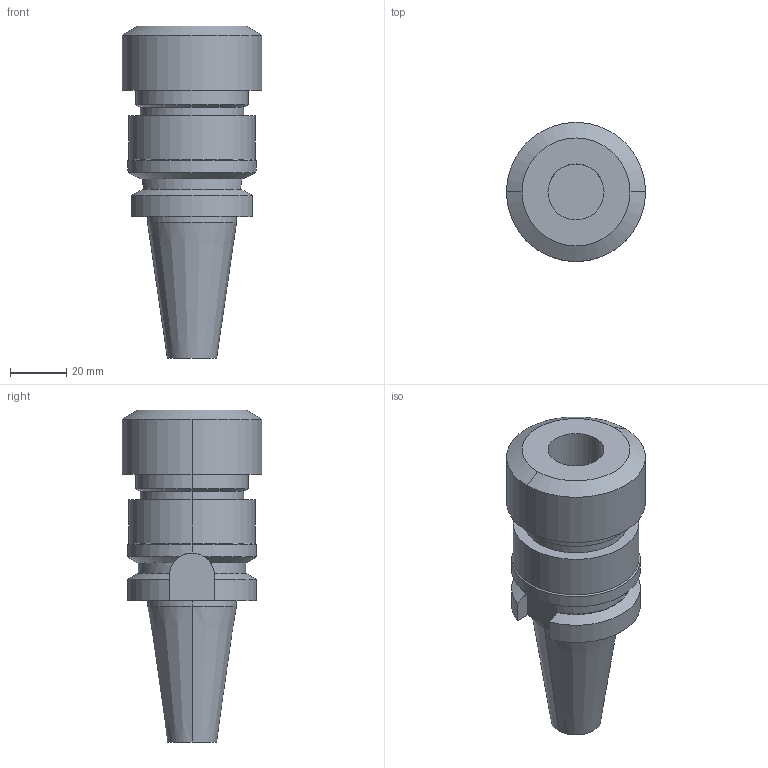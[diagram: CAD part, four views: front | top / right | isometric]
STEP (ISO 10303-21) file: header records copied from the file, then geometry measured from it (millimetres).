
FILE_DESCRIPTION (( 'STEP AP203' ), '1' );
FILE_NAME ('STP-16113.STEP', '2017-03-06T07:14:28', ( '' ), ( '' ), 'SwSTEP 2.0', 'SolidWorks 2015', '' );
FILE_SCHEMA (( 'CONFIG_CONTROL_DESIGN' ));
Length unit declared in the file: millimetre
Products named in the file (1): STP-16113
Bounding box: 49.64 x 49.64 x 118.4 mm (x, y, z)
Volume: 116195.9 mm3; surface area: 22153.3 mm2
Topology: 1 solids, 1 shells, 59 faces, 138 edges, 86 vertices
Faces by surface type: cylinder 27, plane 18, cone 14
Entity records: 1818 total; most frequent: CARTESIAN_POINT 386, DIRECTION 295, ORIENTED_EDGE 272, EDGE_CURVE 136, AXIS2_PLACEMENT_3D 119, VERTEX_POINT 86, EDGE_LOOP 66, FACE_OUTER_BOUND 59
